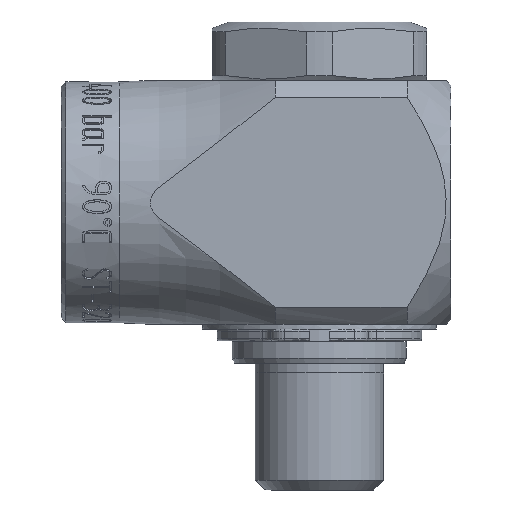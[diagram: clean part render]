
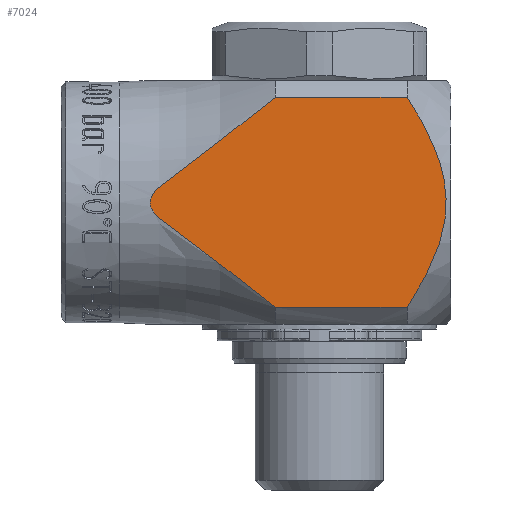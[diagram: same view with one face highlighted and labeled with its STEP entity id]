
A CAD part, left-side view. The second image highlights one B-rep face of the part: STEP entity #7024.
In plain terms, the highlighted planar face has unit normal (-1, 0, 0).
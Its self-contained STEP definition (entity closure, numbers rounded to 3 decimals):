
#47=LINE('',#17943,#103);
#54=LINE('',#18034,#110);
#103=VECTOR('',#7797,1000.);
#110=VECTOR('',#7826,1000.);
#757=B_SPLINE_CURVE_WITH_KNOTS('',3,(#17913,#17914,#17915,#17916,#17917,
#17918,#17919,#17920,#17921),.UNSPECIFIED.,.F.,.F.,(4,1,1,1,1,1,4),(0.016,
0.022,0.024,0.027,0.03,
0.033,0.039),.UNSPECIFIED.);
#762=B_SPLINE_CURVE_WITH_KNOTS('',3,(#18038,#18039,#18040,#18041,#18042,
#18043,#18044,#18045,#18046,#18047,#18048,#18049,#18050,#18051,#18052,#18053,
#18054,#18055,#18056,#18057,#18058,#18059,#18060),.UNSPECIFIED.,.F.,.F.,
(4,1,1,1,1,1,1,1,1,1,1,1,1,1,1,1,1,1,1,1,4),(0.415,0.42,
0.422,0.424,0.426,0.428,
0.429,0.43,0.431,0.432,
0.432,0.433,0.433,0.435,
0.436,0.437,0.439,0.441,
0.443,0.445,0.449),.UNSPECIFIED.);
#1774=ORIENTED_EDGE('',*,*,#2819,.F.);
#1775=ORIENTED_EDGE('',*,*,#2841,.F.);
#1776=ORIENTED_EDGE('',*,*,#2843,.F.);
#1777=ORIENTED_EDGE('',*,*,#2826,.F.);
#2819=EDGE_CURVE('',#3378,#3379,#757,.F.);
#2826=EDGE_CURVE('',#3379,#3384,#47,.F.);
#2841=EDGE_CURVE('',#3394,#3378,#54,.T.);
#2843=EDGE_CURVE('',#3384,#3394,#762,.T.);
#3378=VERTEX_POINT('',#17912);
#3379=VERTEX_POINT('',#17922);
#3384=VERTEX_POINT('',#17944);
#3394=VERTEX_POINT('',#18035);
#3894=EDGE_LOOP('',(#1774,#1775,#1776,#1777));
#4297=FACE_BOUND('',#3894,.T.);
#4542=PLANE('',#7285);
#7024=ADVANCED_FACE('',(#4297),#4542,.F.);
#7285=AXIS2_PLACEMENT_3D('',#18037,#7829,#7830);
#7797=DIRECTION('',(0.,-1.,0.));
#7826=DIRECTION('',(0.,-1.,0.));
#7829=DIRECTION('',(1.,0.,0.));
#7830=DIRECTION('',(0.,0.,-1.));
#17912=CARTESIAN_POINT('',(-12.5,-15.5,10.77));
#17913=CARTESIAN_POINT('',(-12.5,-15.5,-10.77));
#17914=CARTESIAN_POINT('',(-12.5,-16.56,-9.147));
#17915=CARTESIAN_POINT('',(-12.5,-18.029,-6.613));
#17916=CARTESIAN_POINT('',(-12.5,-19.267,-2.908));
#17917=CARTESIAN_POINT('',(-12.5,-19.617,-0.004));
#17918=CARTESIAN_POINT('',(-12.5,-19.264,2.928));
#17919=CARTESIAN_POINT('',(-12.5,-18.018,6.632));
#17920=CARTESIAN_POINT('',(-12.5,-16.553,9.158));
#17921=CARTESIAN_POINT('',(-12.5,-15.5,10.77));
#17922=CARTESIAN_POINT('',(-12.5,-15.5,-10.77));
#17943=CARTESIAN_POINT('',(-12.5,-21.5,-10.77));
#17944=CARTESIAN_POINT('',(-12.5,-2.,-10.77));
#18034=CARTESIAN_POINT('',(-12.5,-21.5,10.77));
#18035=CARTESIAN_POINT('',(-12.5,-2.,10.77));
#18037=CARTESIAN_POINT('',(-12.5,-20.,12.5));
#18038=CARTESIAN_POINT('',(-12.5,-2.,-10.77));
#18039=CARTESIAN_POINT('',(-12.5,-0.933,-9.861));
#18040=CARTESIAN_POINT('',(-12.5,0.709,-8.543));
#18041=CARTESIAN_POINT('',(-12.5,2.958,-6.85));
#18042=CARTESIAN_POINT('',(-12.5,4.668,-5.605));
#18043=CARTESIAN_POINT('',(-12.5,6.388,-4.373));
#18044=CARTESIAN_POINT('',(-12.5,7.817,-3.34));
#18045=CARTESIAN_POINT('',(-12.5,8.936,-2.481));
#18046=CARTESIAN_POINT('',(-12.5,9.747,-1.8));
#18047=CARTESIAN_POINT('',(-12.5,10.367,-1.176));
#18048=CARTESIAN_POINT('',(-12.5,10.752,-0.582));
#18049=CARTESIAN_POINT('',(-12.5,10.902,-0.056));
#18050=CARTESIAN_POINT('',(-12.5,10.798,0.485));
#18051=CARTESIAN_POINT('',(-12.5,10.432,1.103));
#18052=CARTESIAN_POINT('',(-12.5,9.811,1.743));
#18053=CARTESIAN_POINT('',(-12.5,9.003,2.427));
#18054=CARTESIAN_POINT('',(-12.5,7.879,3.294));
#18055=CARTESIAN_POINT('',(-12.5,6.444,4.333));
#18056=CARTESIAN_POINT('',(-12.5,4.715,5.571));
#18057=CARTESIAN_POINT('',(-12.5,2.996,6.822));
#18058=CARTESIAN_POINT('',(-12.5,0.729,8.527));
#18059=CARTESIAN_POINT('',(-12.5,-0.927,9.856));
#18060=CARTESIAN_POINT('',(-12.5,-2.,10.77));
